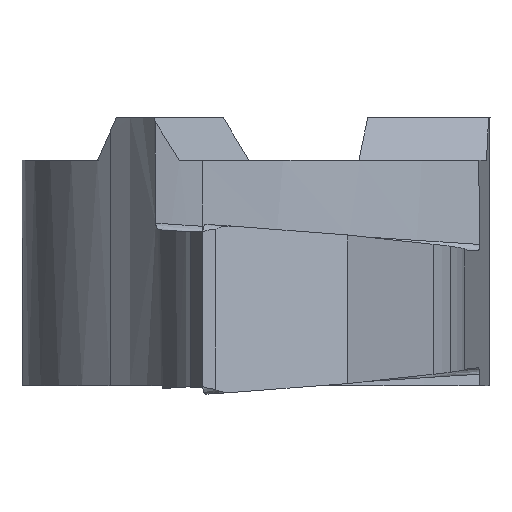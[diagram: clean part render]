
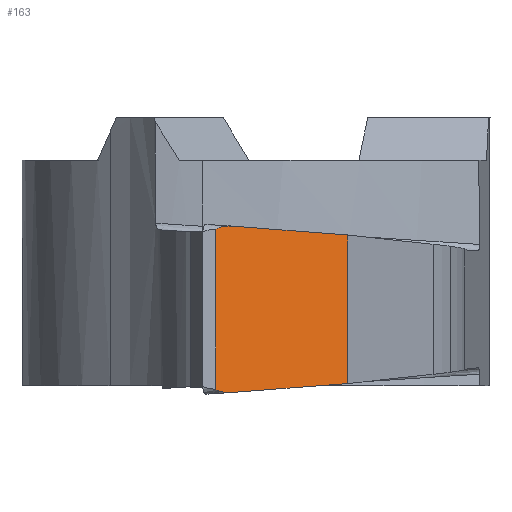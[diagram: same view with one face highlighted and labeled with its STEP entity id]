
A CAD part, left-side view. The second image highlights one B-rep face of the part: STEP entity #163.
In plain terms, the highlighted planar face has unit normal (-0.906, -0.423, 0).
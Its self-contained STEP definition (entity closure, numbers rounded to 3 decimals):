
#82=PLANE('',#1149);
#163=ADVANCED_FACE('',(#221),#82,.F.);
#221=FACE_OUTER_BOUND('',#279,.T.);
#279=EDGE_LOOP('',(#641,#642,#643,#644,#645,#646));
#327=LINE('',#2052,#373);
#329=LINE('',#2154,#375);
#373=VECTOR('',#1367,1.);
#375=VECTOR('',#1373,1.);
#641=ORIENTED_EDGE('',*,*,#920,.T.);
#642=ORIENTED_EDGE('',*,*,#921,.T.);
#643=ORIENTED_EDGE('',*,*,#909,.F.);
#644=ORIENTED_EDGE('',*,*,#915,.T.);
#645=ORIENTED_EDGE('',*,*,#922,.T.);
#646=ORIENTED_EDGE('',*,*,#917,.T.);
#767=VERTEX_POINT('',#2053);
#768=VERTEX_POINT('',#2054);
#772=VERTEX_POINT('',#2120);
#773=VERTEX_POINT('',#2152);
#775=VERTEX_POINT('',#2155);
#777=VERTEX_POINT('',#2171);
#909=EDGE_CURVE('',#767,#768,#327,.T.);
#915=EDGE_CURVE('',#767,#772,#1018,.T.);
#917=EDGE_CURVE('',#775,#773,#329,.T.);
#920=EDGE_CURVE('',#773,#777,#1021,.T.);
#921=EDGE_CURVE('',#777,#768,#1022,.T.);
#922=EDGE_CURVE('',#772,#775,#1023,.T.);
#1018=B_SPLINE_CURVE_WITH_KNOTS('',3,(#2121,#2122,#2123,#2124,#2125,#2126,
#2127),.UNSPECIFIED.,.F.,.F.,(4,3,4),(0.,0.265,1.),
 .UNSPECIFIED.);
#1021=B_SPLINE_CURVE_WITH_KNOTS('',3,(#2167,#2168,#2169,#2170),
 .UNSPECIFIED.,.F.,.F.,(4,4),(0.,1.),.UNSPECIFIED.);
#1022=B_SPLINE_CURVE_WITH_KNOTS('',3,(#2172,#2173,#2174,#2175,#2176,#2177,
#2178,#2179,#2180,#2181),.UNSPECIFIED.,.F.,.F.,(4,3,3,4),(0.,0.402,
0.822,1.),.UNSPECIFIED.);
#1023=B_SPLINE_CURVE_WITH_KNOTS('',3,(#2182,#2183,#2184,#2185),
 .UNSPECIFIED.,.F.,.F.,(4,4),(0.,1.),.UNSPECIFIED.);
#1149=AXIS2_PLACEMENT_3D('',#2186,#1377,#1378);
#1367=DIRECTION('',(0.,0.,1.));
#1373=DIRECTION('',(0.,0.,1.));
#1377=DIRECTION('',(0.906,0.423,0.));
#1378=DIRECTION('',(0.423,-0.906,0.));
#2052=CARTESIAN_POINT('',(-13.963,0.95,-5.7));
#2053=CARTESIAN_POINT('',(-13.963,0.95,-5.479));
#2054=CARTESIAN_POINT('',(-13.963,0.95,-1.721));
#2120=CARTESIAN_POINT('',(-13.758,0.51,-5.551));
#2121=CARTESIAN_POINT('',(-13.963,0.95,-5.479));
#2122=CARTESIAN_POINT('',(-13.947,0.916,-5.502));
#2123=CARTESIAN_POINT('',(-13.929,0.877,-5.517));
#2124=CARTESIAN_POINT('',(-13.911,0.839,-5.527));
#2125=CARTESIAN_POINT('',(-13.862,0.732,-5.557));
#2126=CARTESIAN_POINT('',(-13.809,0.619,-5.56));
#2127=CARTESIAN_POINT('',(-13.758,0.51,-5.551));
#2152=CARTESIAN_POINT('',(-12.514,-2.157,-1.854));
#2154=CARTESIAN_POINT('',(-12.514,-2.157,-5.7));
#2155=CARTESIAN_POINT('',(-12.514,-2.157,-5.346));
#2167=CARTESIAN_POINT('',(-12.514,-2.157,-1.854));
#2168=CARTESIAN_POINT('',(-12.929,-1.268,-1.788));
#2169=CARTESIAN_POINT('',(-13.343,-0.379,-1.719));
#2170=CARTESIAN_POINT('',(-13.758,0.51,-1.649));
#2171=CARTESIAN_POINT('',(-13.758,0.51,-1.649));
#2172=CARTESIAN_POINT('',(-13.758,0.51,-1.649));
#2173=CARTESIAN_POINT('',(-13.786,0.57,-1.644));
#2174=CARTESIAN_POINT('',(-13.814,0.631,-1.643));
#2175=CARTESIAN_POINT('',(-13.842,0.691,-1.648));
#2176=CARTESIAN_POINT('',(-13.872,0.754,-1.653));
#2177=CARTESIAN_POINT('',(-13.901,0.817,-1.663));
#2178=CARTESIAN_POINT('',(-13.929,0.877,-1.685));
#2179=CARTESIAN_POINT('',(-13.941,0.902,-1.694));
#2180=CARTESIAN_POINT('',(-13.953,0.927,-1.706));
#2181=CARTESIAN_POINT('',(-13.963,0.95,-1.721));
#2182=CARTESIAN_POINT('',(-13.758,0.51,-5.551));
#2183=CARTESIAN_POINT('',(-13.343,-0.379,-5.481));
#2184=CARTESIAN_POINT('',(-12.929,-1.268,-5.412));
#2185=CARTESIAN_POINT('',(-12.514,-2.157,-5.346));
#2186=CARTESIAN_POINT('',(-13.963,0.95,-5.7));
